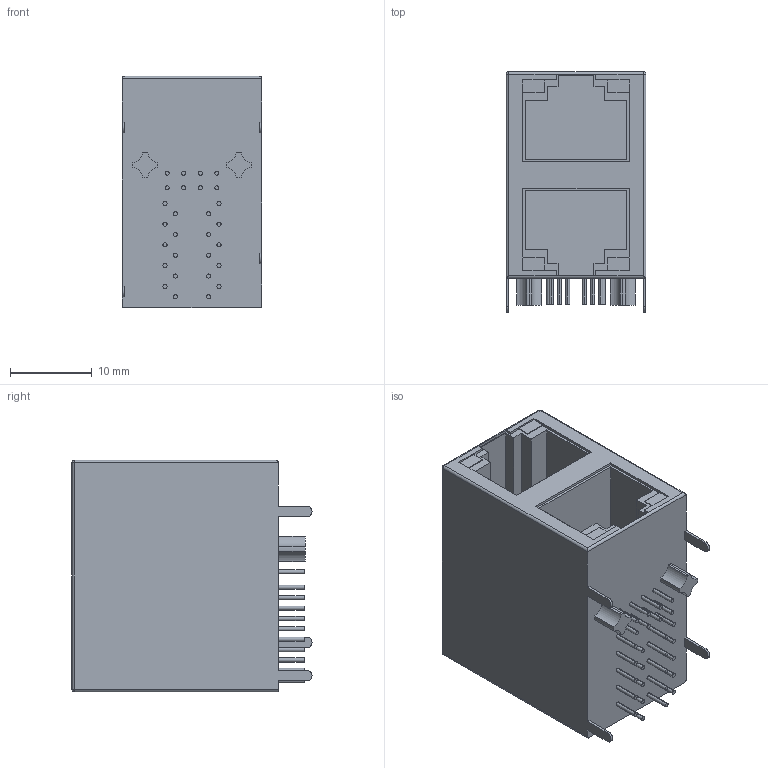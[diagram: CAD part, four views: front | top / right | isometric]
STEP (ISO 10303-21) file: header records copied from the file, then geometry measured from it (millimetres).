
FILE_DESCRIPTION (( 'STEP AP214' ), '1' );
FILE_NAME ('HR916130.STEP', '2023-02-04T03:34:27', ( '' ), ( '' ), 'SwSTEP 2.0', 'SolidWorks 2022', '' );
FILE_SCHEMA (( 'AUTOMOTIVE_DESIGN' ));
Length unit declared in the file: millimetre
Products named in the file (1): HR916130
Bounding box: 17.09 x 29.35 x 28.3 mm (x, y, z)
Volume: 10103.3 mm3; surface area: 4395.1 mm2
Topology: 1 solids, 1 shells, 195 faces, 469 edges, 304 vertices
Faces by surface type: plane 104, cylinder 87, sphere 4
Entity records: 7646 total; most frequent: DIRECTION 1025, CARTESIAN_POINT 971, ORIENTED_EDGE 930, EDGE_CURVE 465, AXIS2_PLACEMENT_3D 366, VERTEX_POINT 304, LINE 293, VECTOR 293
